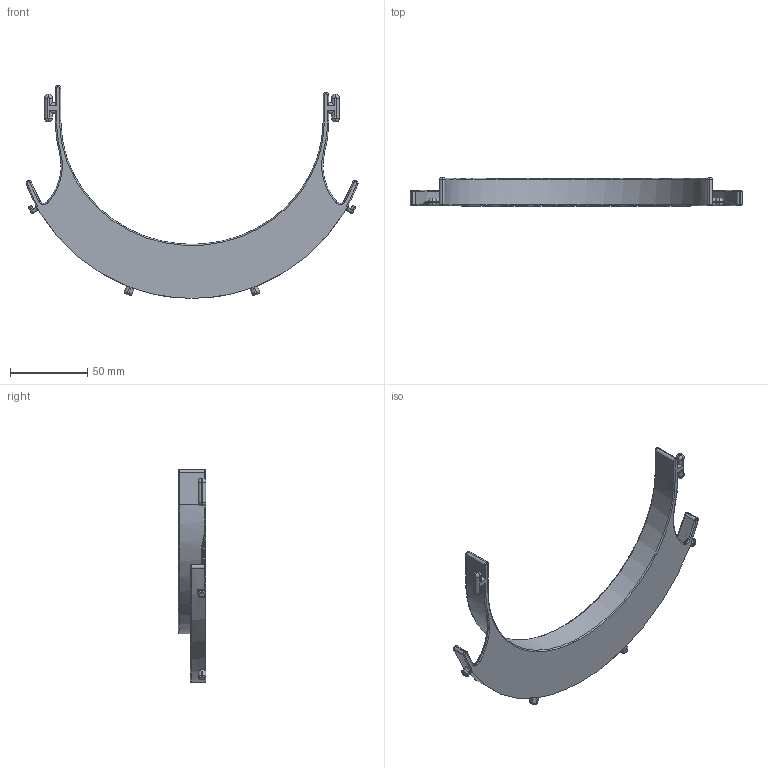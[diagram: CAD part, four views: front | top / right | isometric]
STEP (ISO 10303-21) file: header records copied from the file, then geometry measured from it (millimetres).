
FILE_DESCRIPTION (( 'STEP AP214' ), '1' );
FILE_NAME ('FaceShiels_V2_3Dprint_injectionmold.STEP', '2020-03-29T23:56:17', ( '' ), ( '' ), 'SwSTEP 2.0', 'SolidWorks 2017', '' );
FILE_SCHEMA (( 'AUTOMOTIVE_DESIGN' ));
Length unit declared in the file: millimetre
Products named in the file (1): FaceShiels_V2_3Dprint_injectionmold
Bounding box: 215.11 x 18 x 137.86 mm (x, y, z)
Volume: 41992.1 mm3; surface area: 31909.3 mm2
Topology: 1 solids, 1 shells, 251 faces, 610 edges, 351 vertices
Faces by surface type: cylinder 104, torus 73, plane 44, bspline 27, sphere 3
Entity records: 9854 total; most frequent: CARTESIAN_POINT 4080, DIRECTION 1274, ORIENTED_EDGE 1200, EDGE_CURVE 600, AXIS2_PLACEMENT_3D 531, VERTEX_POINT 351, CIRCLE 306, ADVANCED_FACE 251
